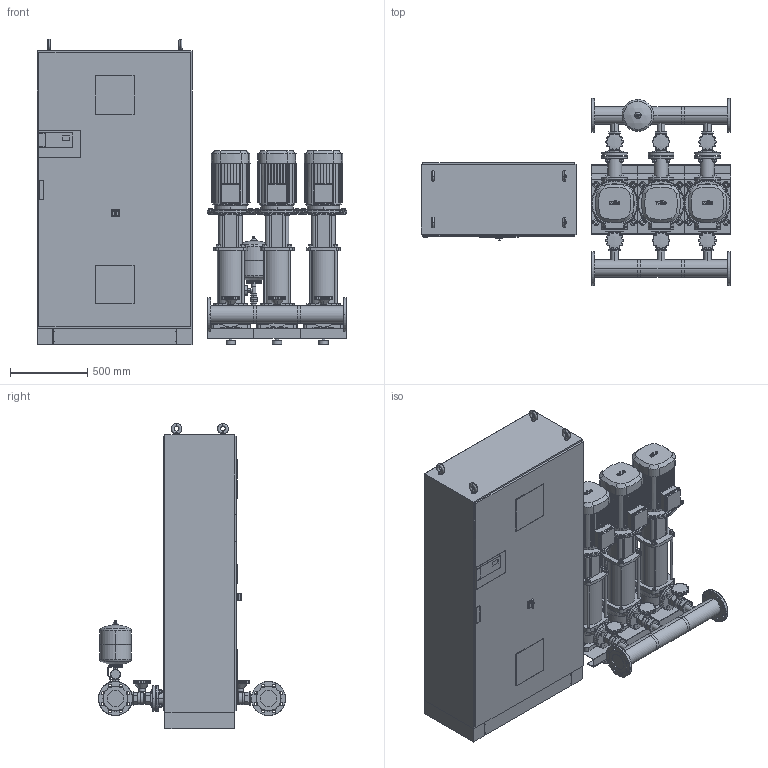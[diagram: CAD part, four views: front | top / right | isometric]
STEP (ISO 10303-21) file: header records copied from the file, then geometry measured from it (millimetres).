
FILE_DESCRIPTION((''),'2;1');
FILE_NAME('3d_SiBoostSmartFC3HELIXV2208-2540751.stp','2016-01-25T11:21:26',(''),(''),'Mechanical Desktop 2009','Mechanical Desktop 2009',', , ');
FILE_SCHEMA(('CONFIG_CONTROL_DESIGN'));
Length unit declared in the file: millimetre
Products named in the file (1): Product
Bounding box: 2000 x 1210 x 1975 mm (x, y, z)
Volume: 1069094859.2 mm3; surface area: 18352532.8 mm2
Topology: 177 solids, 177 shells, 4645 faces, 11547 edges, 7532 vertices
Faces by surface type: plane 2019, cylinder 1490, bspline 738, cone 274, torus 112, sphere 12
Entity records: 147446 total; most frequent: CARTESIAN_POINT 35874, DIRECTION 23147, ORIENTED_EDGE 23058, EDGE_CURVE 11529, AXIS2_PLACEMENT_3D 8285, VERTEX_POINT 7519, VECTOR 6577, LINE 6577
